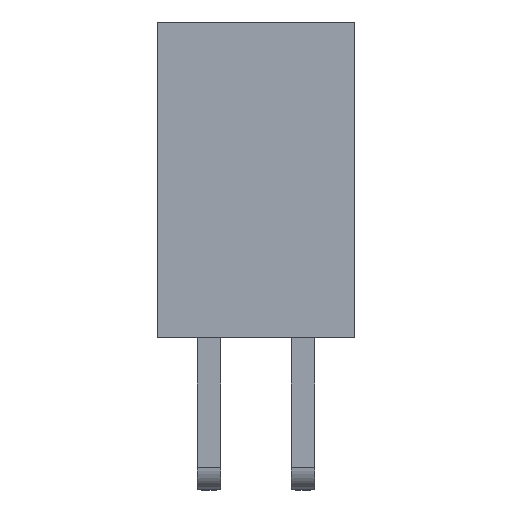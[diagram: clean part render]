
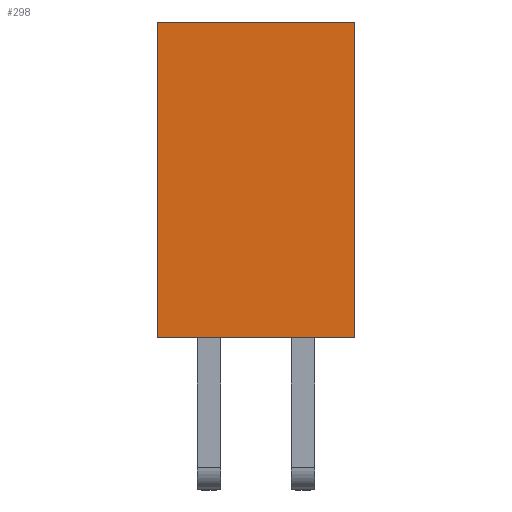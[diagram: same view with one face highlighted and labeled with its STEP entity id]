
A CAD part, top view. The second image highlights one B-rep face of the part: STEP entity #298.
In plain terms, the highlighted planar face has unit normal (0, 0, 1).
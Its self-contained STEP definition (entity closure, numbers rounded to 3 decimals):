
#298=ADVANCED_FACE('',(#704),#705,.T.);
#704=FACE_OUTER_BOUND('',#1217,.T.);
#705=PLANE('',#1218);
#1217=EDGE_LOOP('',(#2068,#2069,#2070,#2071));
#1218=AXIS2_PLACEMENT_3D('',#2072,#2073,#2074);
#2068=ORIENTED_EDGE('',*,*,#3442,.T.);
#2069=ORIENTED_EDGE('',*,*,#3443,.F.);
#2070=ORIENTED_EDGE('',*,*,#3444,.F.);
#2071=ORIENTED_EDGE('',*,*,#3376,.T.);
#2072=CARTESIAN_POINT('',(2.665,4.25,2.5));
#2073=DIRECTION('',(0.,-0.0,1.0));
#2074=DIRECTION('',(0.0,1.0,0.0));
#3376=EDGE_CURVE('',#4179,#4177,#4180,.T.);
#3442=EDGE_CURVE('',#4177,#4278,#4279,.T.);
#3443=EDGE_CURVE('',#4280,#4278,#4281,.T.);
#3444=EDGE_CURVE('',#4179,#4280,#4282,.T.);
#4177=VERTEX_POINT('',#5282);
#4179=VERTEX_POINT('',#5285);
#4180=LINE('',#5286,#5287);
#4278=VERTEX_POINT('',#5429);
#4279=LINE('',#5430,#5431);
#4280=VERTEX_POINT('',#5432);
#4281=LINE('',#5433,#5434);
#4282=LINE('',#5435,#5436);
#5282=CARTESIAN_POINT('',(-2.665,8.5,2.5));
#5285=CARTESIAN_POINT('',(2.665,8.5,2.5));
#5286=CARTESIAN_POINT('',(2.665,8.5,2.5));
#5287=VECTOR('',#6269,1.0);
#5429=CARTESIAN_POINT('',(-2.665,0.0,2.5));
#5430=CARTESIAN_POINT('',(-2.665,8.5,2.5));
#5431=VECTOR('',#6332,1.0);
#5432=CARTESIAN_POINT('',(2.665,0.0,2.5));
#5433=CARTESIAN_POINT('',(2.665,0.0,2.5));
#5434=VECTOR('',#6333,1.0);
#5435=CARTESIAN_POINT('',(2.665,8.5,2.5));
#5436=VECTOR('',#6334,1.0);
#6269=DIRECTION('',(-1.0,0.0,0.));
#6332=DIRECTION('',(0.0,-1.0,0.0));
#6333=DIRECTION('',(-1.0,0.0,0.));
#6334=DIRECTION('',(0.0,-1.0,0.0));
